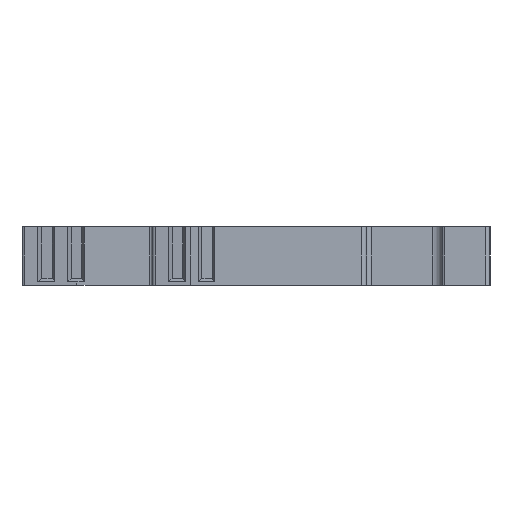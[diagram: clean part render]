
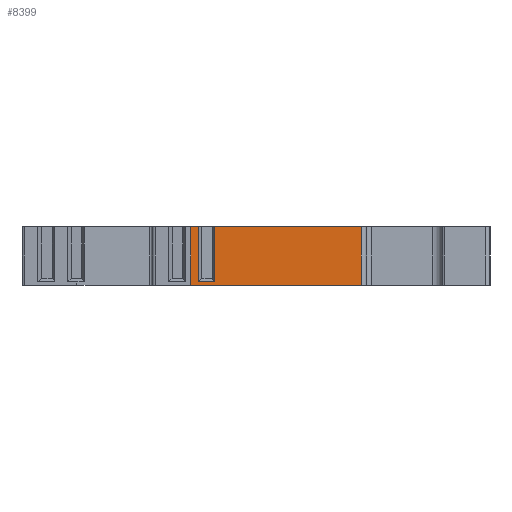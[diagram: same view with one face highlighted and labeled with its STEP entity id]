
A CAD part, left-side view. The second image highlights one B-rep face of the part: STEP entity #8399.
In plain terms, the highlighted planar face has unit normal (-1, 0, 0).
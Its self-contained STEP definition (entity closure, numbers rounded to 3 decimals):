
#617=DIRECTION('',(0.,-1.,0.));
#618=VECTOR('',#617,17.787);
#619=CARTESIAN_POINT('',(-41.4,25.187,-3.4));
#620=LINE('',#619,#618);
#1054=DIRECTION('',(0.,-1.,0.));
#1055=VECTOR('',#1054,15.356);
#1056=CARTESIAN_POINT('',(-41.4,22.756,2.7));
#1057=LINE('',#1056,#1055);
#1096=DIRECTION('',(0.,-1.,0.));
#1097=VECTOR('',#1096,0.756);
#1098=CARTESIAN_POINT('',(-41.4,25.187,2.7));
#1099=LINE('',#1098,#1097);
#2180=DIRECTION('',(0.,0.,1.));
#2181=VECTOR('',#2180,6.1);
#2182=CARTESIAN_POINT('',(-41.4,7.4,-3.4));
#2183=LINE('',#2182,#2181);
#2187=DIRECTION('',(0.,0.,-1.));
#2188=VECTOR('',#2187,6.1);
#2189=CARTESIAN_POINT('',(-41.4,25.187,2.7));
#2190=LINE('',#2189,#2188);
#2194=DIRECTION('',(0.,1.,0.));
#2195=VECTOR('',#2194,1.675);
#2196=CARTESIAN_POINT('',(-41.4,22.756,-3.05));
#2197=LINE('',#2196,#2195);
#6066=DIRECTION('',(0.,0.,1.));
#6067=VECTOR('',#6066,5.75);
#6068=CARTESIAN_POINT('',(-41.4,24.431,-3.05));
#6069=LINE('',#6068,#6067);
#6129=DIRECTION('',(0.,0.,-1.));
#6130=VECTOR('',#6129,5.75);
#6131=CARTESIAN_POINT('',(-41.4,22.756,2.7));
#6132=LINE('',#6131,#6130);
#6339=CARTESIAN_POINT('',(-41.4,7.4,2.7));
#6341=VERTEX_POINT('',#6339);
#6345=CARTESIAN_POINT('',(-41.4,7.4,-3.4));
#6346=VERTEX_POINT('',#6345);
#6455=CARTESIAN_POINT('',(-41.4,22.756,2.7));
#6457=VERTEX_POINT('',#6455);
#6459=CARTESIAN_POINT('',(-41.4,24.431,2.7));
#6461=VERTEX_POINT('',#6459);
#6489=CARTESIAN_POINT('',(-41.4,22.756,-3.05));
#6490=CARTESIAN_POINT('',(-41.4,24.431,-3.05));
#6491=VERTEX_POINT('',#6489);
#6492=VERTEX_POINT('',#6490);
#6574=CARTESIAN_POINT('',(-41.4,25.187,2.7));
#6575=CARTESIAN_POINT('',(-41.4,25.187,-3.4));
#6576=VERTEX_POINT('',#6574);
#6577=VERTEX_POINT('',#6575);
#8379=CARTESIAN_POINT('',(-41.4,42.8,2.7));
#8380=DIRECTION('',(-1.,0.,0.));
#8381=DIRECTION('',(0.,-1.,0.));
#8382=AXIS2_PLACEMENT_3D('',#8379,#8380,#8381);
#8383=PLANE('',#8382);
#8385=ORIENTED_EDGE('',*,*,#8384,.F.);
#8386=ORIENTED_EDGE('',*,*,#7411,.F.);
#8388=ORIENTED_EDGE('',*,*,#8387,.F.);
#8389=ORIENTED_EDGE('',*,*,#7587,.T.);
#8391=ORIENTED_EDGE('',*,*,#8390,.F.);
#8393=ORIENTED_EDGE('',*,*,#8392,.F.);
#8395=ORIENTED_EDGE('',*,*,#8394,.F.);
#8396=ORIENTED_EDGE('',*,*,#7575,.T.);
#8397=EDGE_LOOP('',(#8385,#8386,#8388,#8389,#8391,#8393,#8395,#8396));
#8398=FACE_OUTER_BOUND('',#8397,.F.);
#8399=ADVANCED_FACE('',(#8398),#8383,.T.);
#7411=EDGE_CURVE('',#6577,#6346,#620,.T.);
#7575=EDGE_CURVE('',#6457,#6341,#1057,.T.);
#7587=EDGE_CURVE('',#6576,#6461,#1099,.T.);
#8384=EDGE_CURVE('',#6346,#6341,#2183,.T.);
#8387=EDGE_CURVE('',#6576,#6577,#2190,.T.);
#8390=EDGE_CURVE('',#6492,#6461,#6069,.T.);
#8392=EDGE_CURVE('',#6491,#6492,#2197,.T.);
#8394=EDGE_CURVE('',#6457,#6491,#6132,.T.);
